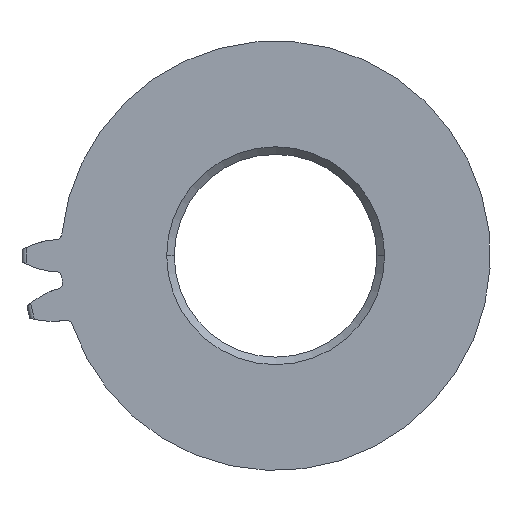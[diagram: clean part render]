
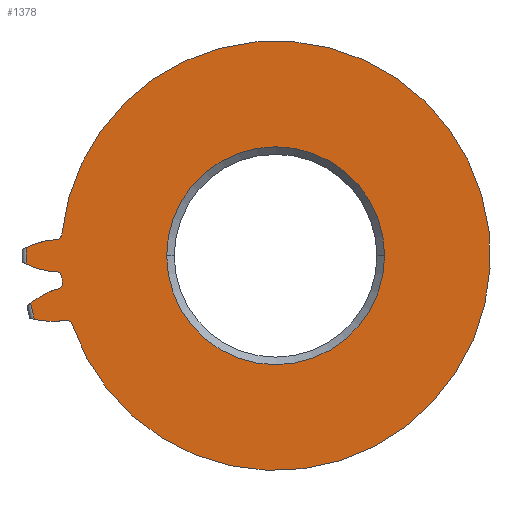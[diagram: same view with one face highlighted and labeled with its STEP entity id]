
A CAD part, left-side view. The second image highlights one B-rep face of the part: STEP entity #1378.
In plain terms, the highlighted planar face has unit normal (-1, 0, 0).
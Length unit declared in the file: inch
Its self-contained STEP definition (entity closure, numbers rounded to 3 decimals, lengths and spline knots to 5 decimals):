
#406=CARTESIAN_POINT('',(-0.0625,0.30712,0.01021));
#407=CARTESIAN_POINT('',(-0.0625,0.30642,0.01054));
#408=CARTESIAN_POINT('',(-0.0625,0.30446,0.01144));
#409=CARTESIAN_POINT('',(-0.0625,0.30123,0.01283));
#410=CARTESIAN_POINT('',(-0.0625,0.29739,0.01431));
#411=CARTESIAN_POINT('',(-0.0625,0.29351,0.01565));
#412=CARTESIAN_POINT('',(-0.0625,0.28957,0.01684));
#413=CARTESIAN_POINT('',(-0.0625,0.28559,0.01787));
#414=CARTESIAN_POINT('',(-0.0625,0.28158,0.01876));
#415=CARTESIAN_POINT('',(-0.0625,0.2775,0.01938));
#416=CARTESIAN_POINT('',(-0.0625,0.27399,0.01943));
#417=CARTESIAN_POINT('',(-0.0625,0.27185,0.01947));
#418=CARTESIAN_POINT('',(-0.0625,0.27109,0.0195));
#420=CARTESIAN_POINT('',(-0.0625,0.27139,0.02762));
#421=DIRECTION('',(-1.,0.,0.));
#422=DIRECTION('',(0.,-0.037,-0.999));
#423=AXIS2_PLACEMENT_3D('',#420,#421,#422);
#425=CARTESIAN_POINT('',(-0.0625,0.25844,-0.08731));
#426=DIRECTION('',(-1.,0.,0.));
#427=DIRECTION('',(0.,-0.947,0.32));
#428=AXIS2_PLACEMENT_3D('',#425,#426,#427);
#430=CARTESIAN_POINT('',(-0.0625,0.25995,-0.07933));
#431=CARTESIAN_POINT('',(-0.0625,0.2607,-0.07947));
#432=CARTESIAN_POINT('',(-0.0625,0.2628,-0.07992));
#433=CARTESIAN_POINT('',(-0.0625,0.26623,-0.08064));
#434=CARTESIAN_POINT('',(-0.0625,0.27034,-0.08095));
#435=CARTESIAN_POINT('',(-0.0625,0.27445,-0.08097));
#436=CARTESIAN_POINT('',(-0.0625,0.27856,-0.08085));
#437=CARTESIAN_POINT('',(-0.0625,0.28267,-0.08057));
#438=CARTESIAN_POINT('',(-0.0625,0.28675,-0.08013));
#439=CARTESIAN_POINT('',(-0.0625,0.29082,-0.07953));
#440=CARTESIAN_POINT('',(-0.0625,0.29429,-0.0789));
#441=CARTESIAN_POINT('',(-0.0625,0.29639,-0.07846));
#442=CARTESIAN_POINT('',(-0.0625,0.29715,-0.0783));
#444=CARTESIAN_POINT('',(-0.0625,0.,0.));
#445=DIRECTION('',(-1.,0.,0.));
#446=DIRECTION('',(0.,0.982,-0.19));
#447=AXIS2_PLACEMENT_3D('',#444,#445,#446);
#449=CARTESIAN_POINT('',(-0.0625,0.30169,-0.05838));
#450=CARTESIAN_POINT('',(-0.0625,0.30108,-0.05791));
#451=CARTESIAN_POINT('',(-0.0625,0.29938,-0.0566));
#452=CARTESIAN_POINT('',(-0.0625,0.29653,-0.05453));
#453=CARTESIAN_POINT('',(-0.0625,0.29312,-0.05223));
#454=CARTESIAN_POINT('',(-0.0625,0.28963,-0.05006));
#455=CARTESIAN_POINT('',(-0.0625,0.28606,-0.04802));
#456=CARTESIAN_POINT('',(-0.0625,0.2824,-0.04613));
#457=CARTESIAN_POINT('',(-0.0625,0.27869,-0.04436));
#458=CARTESIAN_POINT('',(-0.0625,0.27485,-0.04286));
#459=CARTESIAN_POINT('',(-0.0625,0.27145,-0.04202));
#460=CARTESIAN_POINT('',(-0.0625,0.26937,-0.04151));
#461=CARTESIAN_POINT('',(-0.0625,0.26863,-0.04131));
#463=CARTESIAN_POINT('',(-0.0625,0.27073,-0.03346));
#464=DIRECTION('',(-1.,0.,0.));
#465=DIRECTION('',(0.,-0.259,-0.966));
#466=AXIS2_PLACEMENT_3D('',#463,#464,#465);
#468=CARTESIAN_POINT('',(-0.0625,0.27139,-0.02762));
#469=DIRECTION('',(-1.,0.,0.));
#470=DIRECTION('',(0.,-0.995,0.101));
#471=AXIS2_PLACEMENT_3D('',#468,#469,#470);
#473=CARTESIAN_POINT('',(-0.0625,0.27109,-0.0195));
#474=CARTESIAN_POINT('',(-0.0625,0.27185,-0.01947));
#475=CARTESIAN_POINT('',(-0.0625,0.27399,-0.01943));
#476=CARTESIAN_POINT('',(-0.0625,0.2775,-0.01938));
#477=CARTESIAN_POINT('',(-0.0625,0.28158,-0.01876));
#478=CARTESIAN_POINT('',(-0.0625,0.28559,-0.01787));
#479=CARTESIAN_POINT('',(-0.0625,0.28957,-0.01684));
#480=CARTESIAN_POINT('',(-0.0625,0.29351,-0.01565));
#481=CARTESIAN_POINT('',(-0.0625,0.29739,-0.01431));
#482=CARTESIAN_POINT('',(-0.0625,0.30123,-0.01283));
#483=CARTESIAN_POINT('',(-0.0625,0.30446,-0.01144));
#484=CARTESIAN_POINT('',(-0.0625,0.30642,-0.01054));
#485=CARTESIAN_POINT('',(-0.0625,0.30712,-0.01021));
#487=CARTESIAN_POINT('',(-0.0625,0.,0.));
#488=DIRECTION('',(-1.,0.,0.));
#489=DIRECTION('',(0.,1.,0.));
#490=AXIS2_PLACEMENT_3D('',#487,#488,#489);
#492=CARTESIAN_POINT('',(-0.0625,0.,0.));
#493=DIRECTION('',(-1.,0.,0.));
#494=DIRECTION('',(0.,-1.,0.));
#495=AXIS2_PLACEMENT_3D('',#492,#493,#494);
#502=CARTESIAN_POINT('',(-0.0625,0.,0.));
#503=DIRECTION('',(-1.,0.,0.));
#504=DIRECTION('',(0.,0.999,0.033));
#505=AXIS2_PLACEMENT_3D('',#502,#503,#504);
#516=CARTESIAN_POINT('',(-0.0625,0.30712,-0.01021));
#552=CARTESIAN_POINT('',(-0.0625,0.,0.));
#553=DIRECTION('',(-1.,0.,0.));
#554=DIRECTION('',(0.,0.995,-0.101));
#555=AXIS2_PLACEMENT_3D('',#552,#553,#554);
#561=CARTESIAN_POINT('',(-0.0625,0.,0.));
#562=DIRECTION('',(-1.,0.,0.));
#563=DIRECTION('',(0.,0.947,-0.32));
#564=AXIS2_PLACEMENT_3D('',#561,#562,#563);
#733=CARTESIAN_POINT('',(-0.0625,0.30712,0.01021));
#821=CARTESIAN_POINT('',(-0.0625,0.27109,0.0195));
#823=VERTEX_POINT('',#821);
#825=CARTESIAN_POINT('',(-0.0625,0.27109,-0.0195));
#827=VERTEX_POINT('',#825);
#829=CARTESIAN_POINT('',(-0.0625,0.26331,0.02679));
#831=VERTEX_POINT('',#829);
#833=CARTESIAN_POINT('',(-0.0625,0.26331,-0.02679));
#835=VERTEX_POINT('',#833);
#837=CARTESIAN_POINT('',(-0.0625,0.26863,-0.04131));
#839=VERTEX_POINT('',#837);
#841=CARTESIAN_POINT('',(-0.0625,0.25995,-0.07933));
#843=VERTEX_POINT('',#841);
#845=CARTESIAN_POINT('',(-0.0625,0.26267,-0.03247));
#847=VERTEX_POINT('',#845);
#849=CARTESIAN_POINT('',(-0.0625,0.25074,-0.08471));
#851=VERTEX_POINT('',#849);
#853=CARTESIAN_POINT('',(-0.0625,0.30169,-0.05838));
#854=CARTESIAN_POINT('',(-0.0625,0.29715,-0.0783));
#855=VERTEX_POINT('',#853);
#856=VERTEX_POINT('',#854);
#862=VERTEX_POINT('',#733);
#865=VERTEX_POINT('',#516);
#881=CARTESIAN_POINT('',(-0.0625,0.13427,0.));
#882=CARTESIAN_POINT('',(-0.0625,-0.13427,0.));
#883=VERTEX_POINT('',#881);
#884=VERTEX_POINT('',#882);
#1342=CARTESIAN_POINT('',(-0.0625,0.,0.));
#1343=DIRECTION('',(1.,0.,0.));
#1344=DIRECTION('',(0.,0.,-1.));
#1345=AXIS2_PLACEMENT_3D('',#1342,#1343,#1344);
#1346=PLANE('',#1345);
#1348=ORIENTED_EDGE('',*,*,#1347,.F.);
#1350=ORIENTED_EDGE('',*,*,#1349,.T.);
#1352=ORIENTED_EDGE('',*,*,#1351,.T.);
#1354=ORIENTED_EDGE('',*,*,#1353,.F.);
#1356=ORIENTED_EDGE('',*,*,#1355,.T.);
#1358=ORIENTED_EDGE('',*,*,#1357,.T.);
#1360=ORIENTED_EDGE('',*,*,#1359,.F.);
#1362=ORIENTED_EDGE('',*,*,#1361,.T.);
#1364=ORIENTED_EDGE('',*,*,#1363,.T.);
#1366=ORIENTED_EDGE('',*,*,#1365,.F.);
#1368=ORIENTED_EDGE('',*,*,#1367,.T.);
#1370=ORIENTED_EDGE('',*,*,#1369,.T.);
#1371=EDGE_LOOP('',(#1348,#1350,#1352,#1354,#1356,#1358,#1360,#1362,#1364,#1366,
#1368,#1370));
#1372=FACE_OUTER_BOUND('',#1371,.F.);
#1373=ORIENTED_EDGE('',*,*,#1332,.T.);
#1375=ORIENTED_EDGE('',*,*,#1374,.T.);
#1376=EDGE_LOOP('',(#1373,#1375));
#1377=FACE_BOUND('',#1376,.F.);
#419=B_SPLINE_CURVE_WITH_KNOTS('',3,(#406,#407,#408,#409,#410,#411,#412,#413,
#414,#415,#416,#417,#418),.UNSPECIFIED.,.F.,.F.,(4,1,1,1,1,1,1,1,1,1,4),(0.,
0.06218,0.17176,0.28134,0.39092,
0.5005,0.61007,0.71965,0.8292,
0.93875,1.),.UNSPECIFIED.);
#424=CIRCLE('',#423,0.00813);
#429=CIRCLE('',#428,0.00813);
#443=B_SPLINE_CURVE_WITH_KNOTS('',3,(#430,#431,#432,#433,#434,#435,#436,#437,
#438,#439,#440,#441,#442),.UNSPECIFIED.,.F.,.F.,(4,1,1,1,1,1,1,1,1,1,4),(0.,
0.06125,0.1708,0.28035,0.38993,
0.4995,0.60908,0.71866,0.82824,
0.93782,1.),.UNSPECIFIED.);
#448=CIRCLE('',#447,0.30729);
#462=B_SPLINE_CURVE_WITH_KNOTS('',3,(#449,#450,#451,#452,#453,#454,#455,#456,
#457,#458,#459,#460,#461),.UNSPECIFIED.,.F.,.F.,(4,1,1,1,1,1,1,1,1,1,4),(0.,
0.06218,0.17176,0.28134,0.39092,
0.5005,0.61007,0.71965,0.8292,
0.93875,1.),.UNSPECIFIED.);
#467=CIRCLE('',#466,0.00813);
#472=CIRCLE('',#471,0.00813);
#486=B_SPLINE_CURVE_WITH_KNOTS('',3,(#473,#474,#475,#476,#477,#478,#479,#480,
#481,#482,#483,#484,#485),.UNSPECIFIED.,.F.,.F.,(4,1,1,1,1,1,1,1,1,1,4),(0.,
0.06125,0.1708,0.28035,0.38993,
0.4995,0.60908,0.71866,0.82824,
0.93782,1.),.UNSPECIFIED.);
#491=CIRCLE('',#490,0.13427);
#496=CIRCLE('',#495,0.13427);
#506=CIRCLE('',#505,0.30729);
#556=CIRCLE('',#555,0.26467);
#565=CIRCLE('',#564,0.26467);
#1332=EDGE_CURVE('',#883,#884,#491,.T.);
#1347=EDGE_CURVE('',#862,#865,#506,.T.);
#1349=EDGE_CURVE('',#862,#823,#419,.T.);
#1351=EDGE_CURVE('',#823,#831,#424,.T.);
#1353=EDGE_CURVE('',#851,#831,#565,.T.);
#1355=EDGE_CURVE('',#851,#843,#429,.T.);
#1357=EDGE_CURVE('',#843,#856,#443,.T.);
#1359=EDGE_CURVE('',#855,#856,#448,.T.);
#1361=EDGE_CURVE('',#855,#839,#462,.T.);
#1363=EDGE_CURVE('',#839,#847,#467,.T.);
#1365=EDGE_CURVE('',#835,#847,#556,.T.);
#1367=EDGE_CURVE('',#835,#827,#472,.T.);
#1369=EDGE_CURVE('',#827,#865,#486,.T.);
#1374=EDGE_CURVE('',#884,#883,#496,.T.);
#1378=ADVANCED_FACE('',(#1372,#1377),#1346,.F.);
